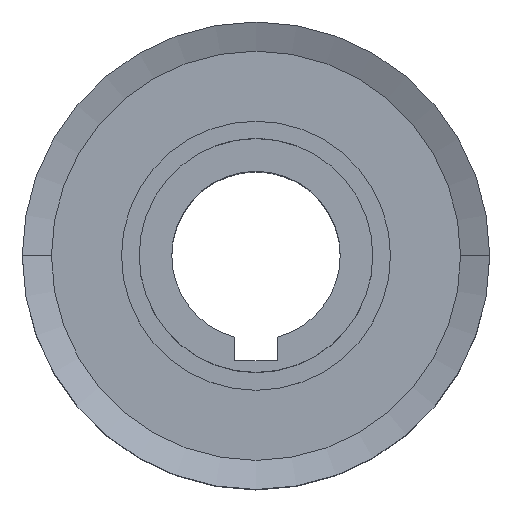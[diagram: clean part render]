
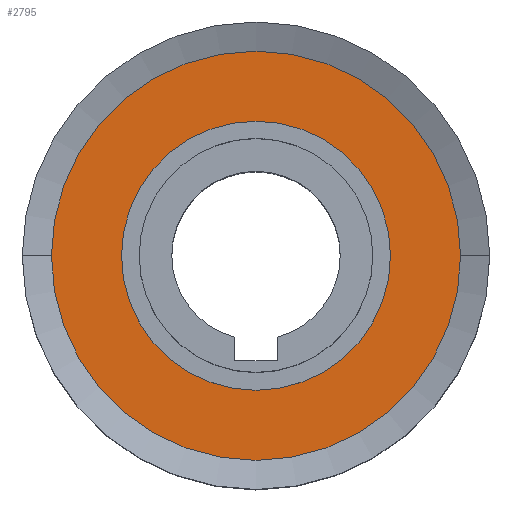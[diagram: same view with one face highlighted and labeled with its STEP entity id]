
A CAD part, top view. The second image highlights one B-rep face of the part: STEP entity #2795.
In plain terms, the highlighted planar face has unit normal (0, 0, 1).
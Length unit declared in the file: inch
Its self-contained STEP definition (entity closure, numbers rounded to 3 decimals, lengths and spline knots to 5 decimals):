
#138 = DIRECTION ( 'NONE',  ( -1., 0., 0. ) ) ;
#229 = CARTESIAN_POINT ( 'NONE',  ( 0., 0., -0.02 ) ) ;
#286 = CARTESIAN_POINT ( 'NONE',  ( 0., 0., -0.02 ) ) ;
#542 = VERTEX_POINT ( 'NONE', #1745 ) ;
#678 = DIRECTION ( 'NONE',  ( 0., 0., 1. ) ) ;
#783 = EDGE_CURVE ( 'NONE', #542, #1652, #2544, .T. ) ;
#1055 = ORIENTED_EDGE ( 'NONE', *, *, #1171, .F. ) ;
#1110 = VERTEX_POINT ( 'NONE', #1242 ) ;
#1171 = EDGE_CURVE ( 'NONE', #1110, #2496, #2084, .T. ) ;
#1181 = FACE_BOUND ( 'NONE', #2995, .T. ) ;
#1217 = ORIENTED_EDGE ( 'NONE', *, *, #3103, .F. ) ;
#1231 = AXIS2_PLACEMENT_3D ( 'NONE', #1885, #1340, #2647 ) ;
#1242 = CARTESIAN_POINT ( 'NONE',  ( 0.3825, 0., -0.02 ) ) ;
#1264 = CIRCLE ( 'NONE', #1231, 0.3825 ) ;
#1278 = AXIS2_PLACEMENT_3D ( 'NONE', #229, #1964, #2822 ) ;
#1303 = CIRCLE ( 'NONE', #3084, 0.2515 ) ;
#1340 = DIRECTION ( 'NONE',  ( 0., 0., -1. ) ) ;
#1416 = EDGE_LOOP ( 'NONE', ( #1055, #2598 ) ) ;
#1432 = DIRECTION ( 'NONE',  ( 0., 0., -1. ) ) ;
#1527 = CARTESIAN_POINT ( 'NONE',  ( 0., 0., -0.02 ) ) ;
#1543 = ORIENTED_EDGE ( 'NONE', *, *, #783, .F. ) ;
#1605 = CARTESIAN_POINT ( 'NONE',  ( 0., 0., -0.02 ) ) ;
#1651 = PLANE ( 'NONE',  #2520 ) ;
#1652 = VERTEX_POINT ( 'NONE', #2079 ) ;
#1745 = CARTESIAN_POINT ( 'NONE',  ( 0.2515, 0., -0.02 ) ) ;
#1885 = CARTESIAN_POINT ( 'NONE',  ( 0., 0., -0.02 ) ) ;
#1964 = DIRECTION ( 'NONE',  ( 0., 0., -1. ) ) ;
#1965 = EDGE_CURVE ( 'NONE', #2496, #1110, #1264, .T. ) ;
#2079 = CARTESIAN_POINT ( 'NONE',  ( -0.2515, 0., -0.02 ) ) ;
#2084 = CIRCLE ( 'NONE', #1278, 0.3825 ) ;
#2109 = AXIS2_PLACEMENT_3D ( 'NONE', #286, #678, #2967 ) ;
#2286 = DIRECTION ( 'NONE',  ( -1., 0., 0. ) ) ;
#2432 = CARTESIAN_POINT ( 'NONE',  ( -0.3825, 0., -0.02 ) ) ;
#2496 = VERTEX_POINT ( 'NONE', #2432 ) ;
#2520 = AXIS2_PLACEMENT_3D ( 'NONE', #1605, #1432, #138 ) ;
#2544 = CIRCLE ( 'NONE', #2109, 0.2515 ) ;
#2598 = ORIENTED_EDGE ( 'NONE', *, *, #1965, .F. ) ;
#2647 = DIRECTION ( 'NONE',  ( 1., 0., 0. ) ) ;
#2795 = ADVANCED_FACE ( 'NONE', ( #1181, #3187 ), #1651, .F. ) ;
#2822 = DIRECTION ( 'NONE',  ( 1., 0., 0. ) ) ;
#2967 = DIRECTION ( 'NONE',  ( -1., 0., 0. ) ) ;
#2995 = EDGE_LOOP ( 'NONE', ( #1217, #1543 ) ) ;
#3084 = AXIS2_PLACEMENT_3D ( 'NONE', #1527, #3118, #2286 ) ;
#3103 = EDGE_CURVE ( 'NONE', #1652, #542, #1303, .T. ) ;
#3118 = DIRECTION ( 'NONE',  ( 0., 0., 1. ) ) ;
#3187 = FACE_OUTER_BOUND ( 'NONE', #1416, .T. ) ;
